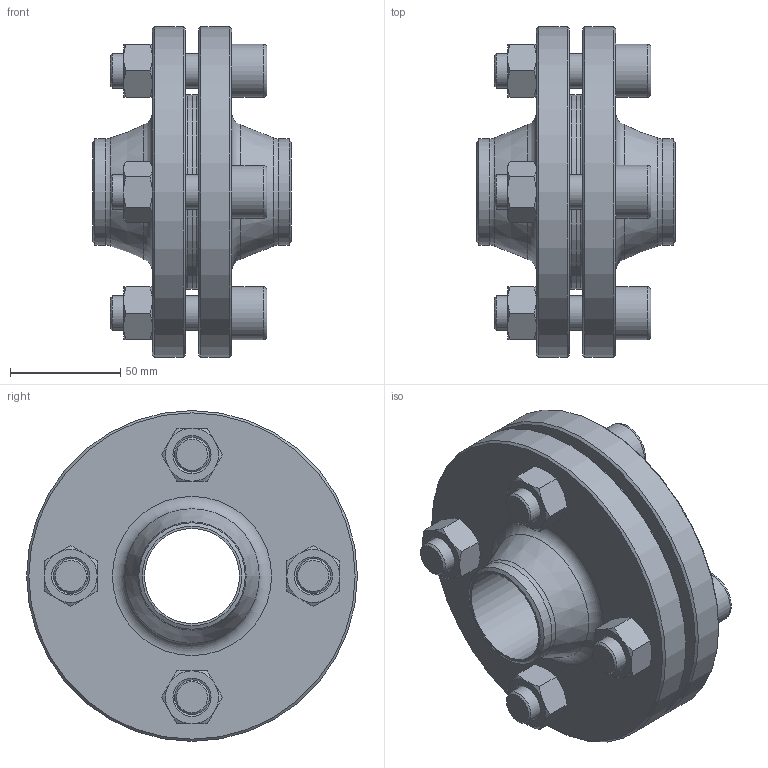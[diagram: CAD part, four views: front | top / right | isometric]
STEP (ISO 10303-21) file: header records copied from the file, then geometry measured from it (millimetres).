
FILE_DESCRIPTION(/* description */ (''),/* implementation_level */ '2;1');
FILE_NAME(/* name */ 'DFK040.stp',/* time_stamp */ '2025-01-16T06:45:14+01:00',/* author */ (''),/* organization */ (''),/* preprocessor_version */ 'ST-DEVELOPER v16',/* originating_system */ 'SIEMENS PLM Software NX 10.0',/* authorisation */ '');
FILE_SCHEMA (('AP203_CONFIGURATION_CONTROLLED_3D_DESIGN_OF_MECHANICAL_PARTS_AND_ASSEMBLIES_MIM_LF { 1 0 10303 403 2 1 2}'));
Length unit declared in the file: millimetre
Products named in the file (1): lwes44602A4F5zqj
Bounding box: 90 x 150 x 150 mm (x, y, z)
Volume: 609924 mm3; surface area: 134498 mm2
Topology: 11 solids, 11 shells, 271 faces, 573 edges, 324 vertices
Faces by surface type: cone 118, plane 102, cylinder 30, torus 20, revolution 1
Full cylindrical faces by diameter (mm): 14.344 x4, 15.682 x4, 18 x8, 24 x4, 43.1 x2, 48.3 x2, 53.89 x1, 67.18 x1, 88 x2, 150 x2
Entity records: 6610 total; most frequent: CARTESIAN_POINT 1414, DIRECTION 1089, ORIENTED_EDGE 880, AXIS2_PLACEMENT_3D 496, EDGE_CURVE 440, EDGE_LOOP 396, VERTEX_POINT 293, ADVANCED_FACE 271
